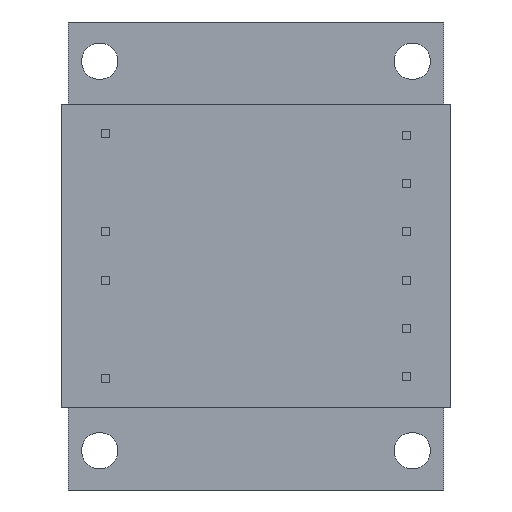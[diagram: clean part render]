
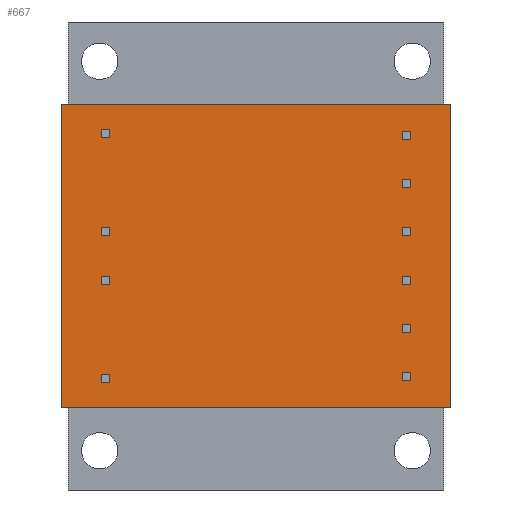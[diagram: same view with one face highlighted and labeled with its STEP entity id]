
A CAD part, front view. The second image highlights one B-rep face of the part: STEP entity #667.
In plain terms, the highlighted planar face has unit normal (0, -1, 0).
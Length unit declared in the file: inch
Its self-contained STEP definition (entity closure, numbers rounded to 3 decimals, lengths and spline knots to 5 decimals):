
#49 = EDGE_CURVE ( 'NONE', #1225, #1107, #1203, .T. ) ;
#191 = CARTESIAN_POINT ( 'NONE',  ( 1.09, 0., 0.85 ) ) ;
#259 = DIRECTION ( 'NONE',  ( -1., 0., 0. ) ) ;
#409 = ORIENTED_EDGE ( 'NONE', *, *, #941, .T. ) ;
#608 = CARTESIAN_POINT ( 'NONE',  ( -1.09, 0., -0.85 ) ) ;
#620 = CARTESIAN_POINT ( 'NONE',  ( -1.09, 0., -0.85 ) ) ;
#637 = DIRECTION ( 'NONE',  ( 0., 0., -1. ) ) ;
#659 = DIRECTION ( 'NONE',  ( 1., 0., 0. ) ) ;
#667 = ADVANCED_FACE ( 'NONE', ( #1385 ), #2521, .T. ) ;
#941 = EDGE_CURVE ( 'NONE', #2066, #1225, #2706, .T. ) ;
#946 = LINE ( 'NONE', #1407, #1172 ) ;
#1052 = DIRECTION ( 'NONE',  ( 0., 0., -1. ) ) ;
#1107 = VERTEX_POINT ( 'NONE', #620 ) ;
#1113 = DIRECTION ( 'NONE',  ( 0., -1., 0. ) ) ;
#1138 = LINE ( 'NONE', #2305, #2906 ) ;
#1172 = VECTOR ( 'NONE', #1925, 39.37008 ) ;
#1203 = LINE ( 'NONE', #608, #1983 ) ;
#1225 = VERTEX_POINT ( 'NONE', #1349 ) ;
#1349 = CARTESIAN_POINT ( 'NONE',  ( -1.09, 0., 0.85 ) ) ;
#1385 = FACE_OUTER_BOUND ( 'NONE', #2459, .T. ) ;
#1406 = ORIENTED_EDGE ( 'NONE', *, *, #49, .T. ) ;
#1407 = CARTESIAN_POINT ( 'NONE',  ( 1.09, 0., -0.85 ) ) ;
#1434 = AXIS2_PLACEMENT_3D ( 'NONE', #3020, #1113, #637 ) ;
#1925 = DIRECTION ( 'NONE',  ( 0., 0., 1. ) ) ;
#1941 = CARTESIAN_POINT ( 'NONE',  ( 1.09, 0., 0.85 ) ) ;
#1983 = VECTOR ( 'NONE', #1052, 39.37008 ) ;
#2066 = VERTEX_POINT ( 'NONE', #191 ) ;
#2264 = EDGE_CURVE ( 'NONE', #1107, #2791, #1138, .T. ) ;
#2305 = CARTESIAN_POINT ( 'NONE',  ( 1.09, 0., -0.85 ) ) ;
#2443 = VECTOR ( 'NONE', #259, 39.37008 ) ;
#2459 = EDGE_LOOP ( 'NONE', ( #1406, #2687, #2692, #409 ) ) ;
#2521 = PLANE ( 'NONE',  #1434 ) ;
#2687 = ORIENTED_EDGE ( 'NONE', *, *, #2264, .T. ) ;
#2692 = ORIENTED_EDGE ( 'NONE', *, *, #2867, .T. ) ;
#2706 = LINE ( 'NONE', #1941, #2443 ) ;
#2791 = VERTEX_POINT ( 'NONE', #3002 ) ;
#2867 = EDGE_CURVE ( 'NONE', #2791, #2066, #946, .T. ) ;
#2906 = VECTOR ( 'NONE', #659, 39.37008 ) ;
#3002 = CARTESIAN_POINT ( 'NONE',  ( 1.09, 0., -0.85 ) ) ;
#3020 = CARTESIAN_POINT ( 'NONE',  ( 0., 0., 0. ) ) ;
